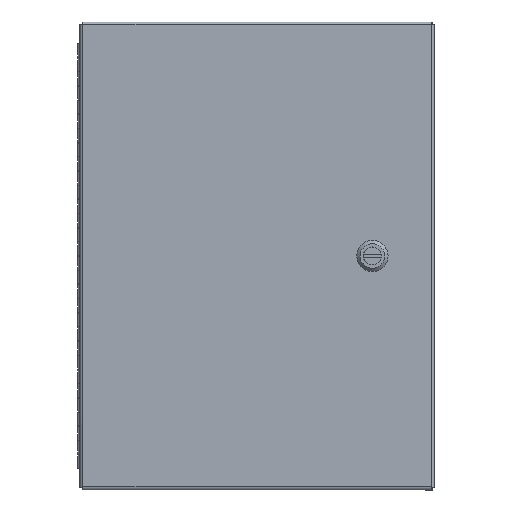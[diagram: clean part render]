
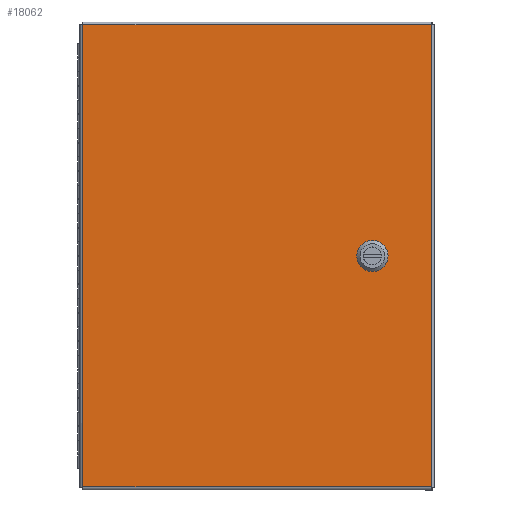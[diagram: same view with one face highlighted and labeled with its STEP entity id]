
A CAD part, top view. The second image highlights one B-rep face of the part: STEP entity #18062.
In plain terms, the highlighted planar face has unit normal (0, 0, 1).
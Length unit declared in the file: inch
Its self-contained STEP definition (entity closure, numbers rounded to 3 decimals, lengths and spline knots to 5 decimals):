
#16695=CARTESIAN_POINT('',(4.462,0.21356,0.074));
#16696=VERTEX_POINT('',#16695);
#16703=CARTESIAN_POINT('',(4.27612,0.3995,0.074));
#16704=VERTEX_POINT('',#16703);
#16705=CARTESIAN_POINT('',(4.06248,0.00005,0.074));
#16706=DIRECTION('',(0.0,0.0,-1.0));
#16707=DIRECTION('',(0.882,0.471,0.0));
#16708=AXIS2_PLACEMENT_3D('',#16705,#16706,#16707);
#16709=CIRCLE('',#16708,0.453);
#16710=EDGE_CURVE('',#16704,#16696,#16709,.T.);
#16735=CARTESIAN_POINT('',(3.849,0.3995,0.074));
#16736=VERTEX_POINT('',#16735);
#16737=CARTESIAN_POINT('',(3.849,0.3995,0.074));
#16738=DIRECTION('',(1.0,0.,0.0));
#16739=VECTOR('',#16738,0.42712);
#16740=LINE('',#16737,#16739);
#16741=EDGE_CURVE('',#16736,#16704,#16740,.T.);
#16767=CARTESIAN_POINT('',(3.663,0.21356,0.074));
#16768=VERTEX_POINT('',#16767);
#16769=CARTESIAN_POINT('',(4.06248,-0.00005,0.074));
#16770=DIRECTION('',(0.0,0.0,-1.0));
#16771=DIRECTION('',(-0.471,0.882,0.0));
#16772=AXIS2_PLACEMENT_3D('',#16769,#16770,#16771);
#16773=CIRCLE('',#16772,0.453);
#16774=EDGE_CURVE('',#16768,#16736,#16773,.T.);
#16799=CARTESIAN_POINT('',(3.663,-0.21356,0.074));
#16800=VERTEX_POINT('',#16799);
#16801=CARTESIAN_POINT('',(3.663,-0.21356,0.074));
#16802=DIRECTION('',(0.,1.0,0.0));
#16803=VECTOR('',#16802,0.42712);
#16804=LINE('',#16801,#16803);
#16805=EDGE_CURVE('',#16800,#16768,#16804,.T.);
#16831=CARTESIAN_POINT('',(3.84894,-0.3995,0.074));
#16832=VERTEX_POINT('',#16831);
#16833=CARTESIAN_POINT('',(4.0625,0.,0.074));
#16834=DIRECTION('',(0.0,0.0,-1.0));
#16835=DIRECTION('',(-0.882,-0.471,0.0));
#16836=AXIS2_PLACEMENT_3D('',#16833,#16834,#16835);
#16837=CIRCLE('',#16836,0.453);
#16838=EDGE_CURVE('',#16832,#16800,#16837,.T.);
#16863=CARTESIAN_POINT('',(4.27606,-0.3995,0.074));
#16864=VERTEX_POINT('',#16863);
#16865=CARTESIAN_POINT('',(4.27606,-0.3995,0.074));
#16866=DIRECTION('',(-1.0,0.,0.0));
#16867=VECTOR('',#16866,0.42712);
#16868=LINE('',#16865,#16867);
#16869=EDGE_CURVE('',#16864,#16832,#16868,.T.);
#16895=CARTESIAN_POINT('',(4.462,-0.21356,0.074));
#16896=VERTEX_POINT('',#16895);
#16897=CARTESIAN_POINT('',(4.0625,0.,0.074));
#16898=DIRECTION('',(0.0,0.0,-1.0));
#16899=DIRECTION('',(0.471,-0.882,0.0));
#16900=AXIS2_PLACEMENT_3D('',#16897,#16898,#16899);
#16901=CIRCLE('',#16900,0.453);
#16902=EDGE_CURVE('',#16896,#16864,#16901,.T.);
#16925=CARTESIAN_POINT('',(4.462,0.21356,0.074));
#16926=DIRECTION('',(0.,-1.0,0.0));
#16927=VECTOR('',#16926,0.42712);
#16928=LINE('',#16925,#16927);
#16929=EDGE_CURVE('',#16696,#16896,#16928,.T.);
#17074=CARTESIAN_POINT('',(6.14475,-8.14475,0.074));
#17075=VERTEX_POINT('',#17074);
#17124=CARTESIAN_POINT('',(-6.14475,-8.14475,0.074));
#17125=VERTEX_POINT('',#17124);
#17205=CARTESIAN_POINT('',(-6.14475,-8.14475,0.074));
#17206=DIRECTION('',(1.0,0.0,0.0));
#17207=VECTOR('',#17206,12.2895);
#17208=LINE('',#17205,#17207);
#17209=EDGE_CURVE('',#17125,#17075,#17208,.T.);
#17395=CARTESIAN_POINT('',(-6.14475,8.14475,0.074));
#17396=VERTEX_POINT('',#17395);
#17476=CARTESIAN_POINT('',(-6.14475,8.14475,0.074));
#17477=DIRECTION('',(0.0,-1.0,0.0));
#17478=VECTOR('',#17477,16.2895);
#17479=LINE('',#17476,#17478);
#17480=EDGE_CURVE('',#17396,#17125,#17479,.T.);
#17666=CARTESIAN_POINT('',(6.14475,8.14475,0.074));
#17667=VERTEX_POINT('',#17666);
#17747=CARTESIAN_POINT('',(6.14475,8.14475,0.074));
#17748=DIRECTION('',(-1.0,0.0,0.0));
#17749=VECTOR('',#17748,12.2895);
#17750=LINE('',#17747,#17749);
#17751=EDGE_CURVE('',#17667,#17396,#17750,.T.);
#18009=CARTESIAN_POINT('',(6.14475,-8.14475,0.074));
#18010=DIRECTION('',(0.0,1.0,0.0));
#18011=VECTOR('',#18010,16.2895);
#18012=LINE('',#18009,#18011);
#18013=EDGE_CURVE('',#17075,#17667,#18012,.T.);
#18041=CARTESIAN_POINT('',(0.0,0.,0.074));
#18042=DIRECTION('',(0.0,0.0,1.0));
#18043=DIRECTION('',(1.0,0.0,0.0));
#18044=AXIS2_PLACEMENT_3D('',#18041,#18042,#18043);
#18045=PLANE('',#18044);
#18046=ORIENTED_EDGE('',*,*,#17209,.T.);
#18047=ORIENTED_EDGE('',*,*,#18013,.T.);
#18048=ORIENTED_EDGE('',*,*,#17751,.T.);
#18049=ORIENTED_EDGE('',*,*,#17480,.T.);
#18050=EDGE_LOOP('',(#18046,#18047,#18048,#18049));
#18051=FACE_OUTER_BOUND('',#18050,.T.);
#18052=ORIENTED_EDGE('',*,*,#16710,.T.);
#18053=ORIENTED_EDGE('',*,*,#16929,.T.);
#18054=ORIENTED_EDGE('',*,*,#16902,.T.);
#18055=ORIENTED_EDGE('',*,*,#16869,.T.);
#18056=ORIENTED_EDGE('',*,*,#16838,.T.);
#18057=ORIENTED_EDGE('',*,*,#16805,.T.);
#18058=ORIENTED_EDGE('',*,*,#16774,.T.);
#18059=ORIENTED_EDGE('',*,*,#16741,.T.);
#18060=EDGE_LOOP('',(#18052,#18053,#18054,#18055,#18056,#18057,#18058,#18059));
#18061=FACE_BOUND('',#18060,.T.);
#18062=ADVANCED_FACE('',(#18051,#18061),#18045,.T.);
